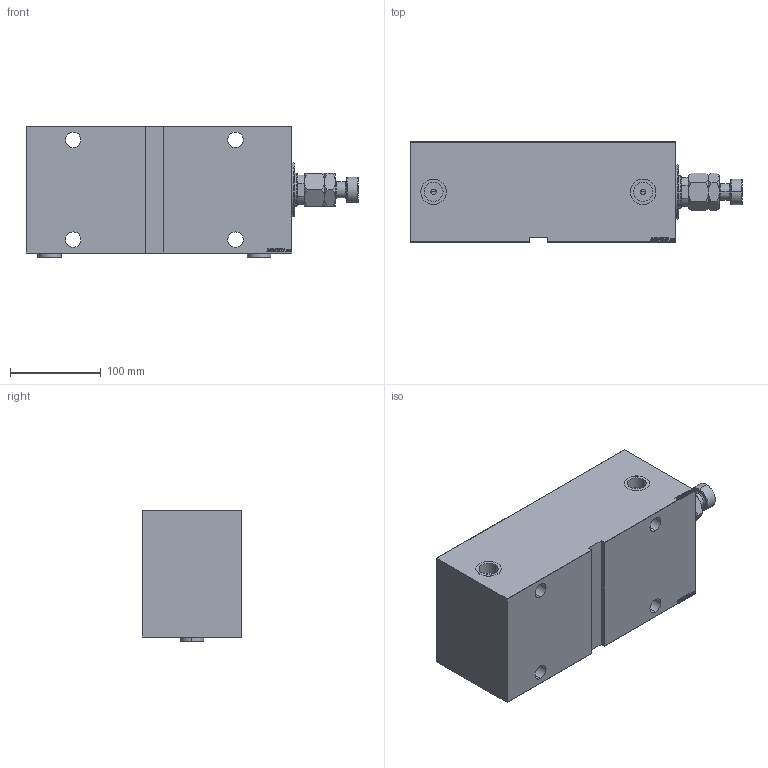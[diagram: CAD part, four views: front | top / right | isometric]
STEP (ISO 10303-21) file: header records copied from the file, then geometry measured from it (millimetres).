
FILE_DESCRIPTION (( 'STEP AP203' ), '1' );
FILE_NAME ('ab20.STEP', '2024-02-11T22:29:00', ( '' ), ( '' ), 'SwSTEP 2.0', 'SolidWorks 2019', '' );
FILE_SCHEMA (( 'CONFIG_CONTROL_DESIGN' ));
Length unit declared in the file: millimetre
Products named in the file (6): Zatka_OIL_PORT 547478002af6621582e45d1da3e26b0f; MFA 547478002af6621582e45d1da3e26b0f; V450CM_VC_B 547478002af6621582e45d1da3e26b0f; V450CM_E_VCP 547478002af6621582e45d1da3e26b0f; ab20; V450CM_E_Body 547478002af6621582e45d1da3e26b0f
Assembly tree (6 placements, depth 2):
  ab20
    V450CM_E_Body 547478002af6621582e45d1da3e26b0f
    V450CM_E_VCP 547478002af6621582e45d1da3e26b0f
    V450CM_VC_B 547478002af6621582e45d1da3e26b0f
    MFA 547478002af6621582e45d1da3e26b0f
    Zatka_OIL_PORT 547478002af6621582e45d1da3e26b0f  x2
Bounding box: 366 x 110 x 144.9 mm (x, y, z)
Volume: 3616991.4 mm3; surface area: 361258.5 mm2
Topology: 6 solids, 6 shells, 964 faces, 2426 edges, 1591 vertices
Faces by surface type: plane 462, bspline 380, cylinder 72, cone 46, torus 4
Entity records: 46110 total; most frequent: CARTESIAN_POINT 25277, ORIENTED_EDGE 4768, DIRECTION 2896, EDGE_CURVE 2384, VERTEX_POINT 1567, LINE 1380, VECTOR 1380, EDGE_LOOP 1077
